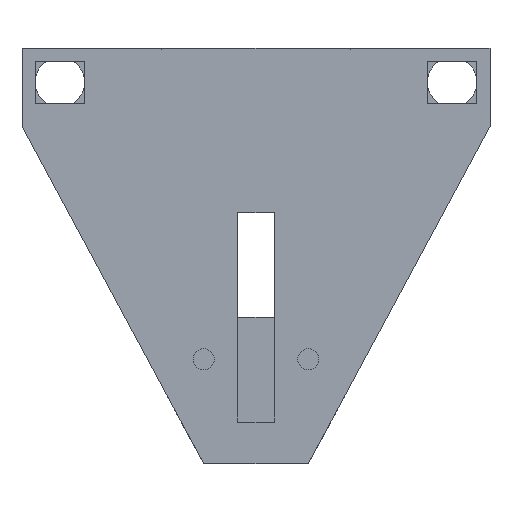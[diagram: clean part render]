
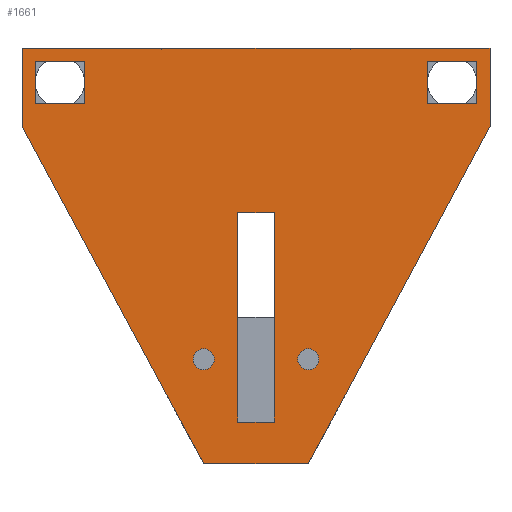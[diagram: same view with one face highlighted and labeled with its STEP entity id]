
A CAD part, top view. The second image highlights one B-rep face of the part: STEP entity #1661.
In plain terms, the highlighted planar face has unit normal (0, 0, 1).
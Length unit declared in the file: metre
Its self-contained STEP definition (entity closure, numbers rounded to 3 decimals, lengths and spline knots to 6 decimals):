
#59=CIRCLE('',#1776,0.00254);
#60=CIRCLE('',#1777,0.00254);
#61=CIRCLE('',#1778,0.026035);
#62=CIRCLE('',#1779,0.026035);
#190=ORIENTED_EDGE('',*,*,#668,.F.);
#191=ORIENTED_EDGE('',*,*,#669,.F.);
#192=ORIENTED_EDGE('',*,*,#670,.T.);
#193=ORIENTED_EDGE('',*,*,#671,.T.);
#194=ORIENTED_EDGE('',*,*,#672,.F.);
#195=ORIENTED_EDGE('',*,*,#673,.T.);
#196=ORIENTED_EDGE('',*,*,#674,.F.);
#197=ORIENTED_EDGE('',*,*,#675,.F.);
#198=ORIENTED_EDGE('',*,*,#676,.T.);
#199=ORIENTED_EDGE('',*,*,#677,.F.);
#200=ORIENTED_EDGE('',*,*,#678,.F.);
#201=ORIENTED_EDGE('',*,*,#679,.T.);
#202=ORIENTED_EDGE('',*,*,#680,.F.);
#203=ORIENTED_EDGE('',*,*,#681,.F.);
#204=ORIENTED_EDGE('',*,*,#682,.T.);
#205=ORIENTED_EDGE('',*,*,#683,.T.);
#206=ORIENTED_EDGE('',*,*,#684,.F.);
#207=ORIENTED_EDGE('',*,*,#685,.F.);
#208=ORIENTED_EDGE('',*,*,#686,.T.);
#209=ORIENTED_EDGE('',*,*,#687,.F.);
#210=ORIENTED_EDGE('',*,*,#688,.F.);
#211=ORIENTED_EDGE('',*,*,#689,.T.);
#212=ORIENTED_EDGE('',*,*,#690,.T.);
#213=ORIENTED_EDGE('',*,*,#691,.T.);
#214=ORIENTED_EDGE('',*,*,#692,.F.);
#215=ORIENTED_EDGE('',*,*,#693,.F.);
#668=EDGE_CURVE('',#903,#903,#59,.T.);
#669=EDGE_CURVE('',#904,#904,#60,.T.);
#670=EDGE_CURVE('',#905,#906,#1061,.T.);
#671=EDGE_CURVE('',#906,#907,#61,.T.);
#672=EDGE_CURVE('',#908,#907,#1062,.T.);
#673=EDGE_CURVE('',#908,#909,#1063,.T.);
#674=EDGE_CURVE('',#910,#909,#1064,.T.);
#675=EDGE_CURVE('',#911,#910,#1065,.T.);
#676=EDGE_CURVE('',#911,#912,#1066,.T.);
#677=EDGE_CURVE('',#913,#912,#1067,.T.);
#678=EDGE_CURVE('',#914,#913,#1068,.T.);
#679=EDGE_CURVE('',#914,#915,#62,.T.);
#680=EDGE_CURVE('',#916,#915,#1069,.T.);
#681=EDGE_CURVE('',#905,#916,#1070,.T.);
#682=EDGE_CURVE('',#917,#918,#1071,.T.);
#683=EDGE_CURVE('',#918,#919,#1072,.T.);
#684=EDGE_CURVE('',#920,#919,#1073,.T.);
#685=EDGE_CURVE('',#917,#920,#1074,.T.);
#686=EDGE_CURVE('',#921,#922,#1075,.T.);
#687=EDGE_CURVE('',#923,#922,#1076,.T.);
#688=EDGE_CURVE('',#924,#923,#1077,.T.);
#689=EDGE_CURVE('',#924,#921,#1078,.T.);
#690=EDGE_CURVE('',#925,#926,#1079,.T.);
#691=EDGE_CURVE('',#926,#927,#1080,.T.);
#692=EDGE_CURVE('',#928,#927,#1081,.T.);
#693=EDGE_CURVE('',#925,#928,#1082,.T.);
#903=VERTEX_POINT('',#2554);
#904=VERTEX_POINT('',#2556);
#905=VERTEX_POINT('',#2558);
#906=VERTEX_POINT('',#2559);
#907=VERTEX_POINT('',#2561);
#908=VERTEX_POINT('',#2563);
#909=VERTEX_POINT('',#2565);
#910=VERTEX_POINT('',#2567);
#911=VERTEX_POINT('',#2569);
#912=VERTEX_POINT('',#2571);
#913=VERTEX_POINT('',#2573);
#914=VERTEX_POINT('',#2575);
#915=VERTEX_POINT('',#2577);
#916=VERTEX_POINT('',#2579);
#917=VERTEX_POINT('',#2582);
#918=VERTEX_POINT('',#2583);
#919=VERTEX_POINT('',#2585);
#920=VERTEX_POINT('',#2587);
#921=VERTEX_POINT('',#2590);
#922=VERTEX_POINT('',#2591);
#923=VERTEX_POINT('',#2593);
#924=VERTEX_POINT('',#2595);
#925=VERTEX_POINT('',#2598);
#926=VERTEX_POINT('',#2599);
#927=VERTEX_POINT('',#2601);
#928=VERTEX_POINT('',#2603);
#1061=LINE('',#2557,#1257);
#1062=LINE('',#2562,#1258);
#1063=LINE('',#2564,#1259);
#1064=LINE('',#2566,#1260);
#1065=LINE('',#2568,#1261);
#1066=LINE('',#2570,#1262);
#1067=LINE('',#2572,#1263);
#1068=LINE('',#2574,#1264);
#1069=LINE('',#2578,#1265);
#1070=LINE('',#2580,#1266);
#1071=LINE('',#2581,#1267);
#1072=LINE('',#2584,#1268);
#1073=LINE('',#2586,#1269);
#1074=LINE('',#2588,#1270);
#1075=LINE('',#2589,#1271);
#1076=LINE('',#2592,#1272);
#1077=LINE('',#2594,#1273);
#1078=LINE('',#2596,#1274);
#1079=LINE('',#2597,#1275);
#1080=LINE('',#2600,#1276);
#1081=LINE('',#2602,#1277);
#1082=LINE('',#2604,#1278);
#1257=VECTOR('',#2026,1.);
#1258=VECTOR('',#2029,1.);
#1259=VECTOR('',#2030,1.);
#1260=VECTOR('',#2031,1.);
#1261=VECTOR('',#2032,1.);
#1262=VECTOR('',#2033,1.);
#1263=VECTOR('',#2034,1.);
#1264=VECTOR('',#2035,1.);
#1265=VECTOR('',#2038,1.);
#1266=VECTOR('',#2039,1.);
#1267=VECTOR('',#2040,1.);
#1268=VECTOR('',#2041,1.);
#1269=VECTOR('',#2042,1.);
#1270=VECTOR('',#2043,1.);
#1271=VECTOR('',#2044,1.);
#1272=VECTOR('',#2045,1.);
#1273=VECTOR('',#2046,1.);
#1274=VECTOR('',#2047,1.);
#1275=VECTOR('',#2048,1.);
#1276=VECTOR('',#2049,1.);
#1277=VECTOR('',#2050,1.);
#1278=VECTOR('',#2051,1.);
#1387=EDGE_LOOP('',(#190));
#1388=EDGE_LOOP('',(#191));
#1389=EDGE_LOOP('',(#192,#193,#194,#195,#196,#197,#198,#199,#200,#201,#202,
#203));
#1390=EDGE_LOOP('',(#204,#205,#206,#207));
#1391=EDGE_LOOP('',(#208,#209,#210,#211));
#1392=EDGE_LOOP('',(#212,#213,#214,#215));
#1495=FACE_BOUND('',#1387,.T.);
#1496=FACE_BOUND('',#1388,.T.);
#1497=FACE_BOUND('',#1389,.T.);
#1498=FACE_BOUND('',#1390,.T.);
#1499=FACE_BOUND('',#1391,.T.);
#1500=FACE_BOUND('',#1392,.T.);
#1597=PLANE('',#1775);
#1661=ADVANCED_FACE('',(#1495,#1496,#1497,#1498,#1499,#1500),#1597,.T.);
#1775=AXIS2_PLACEMENT_3D('',#2552,#2020,#2021);
#1776=AXIS2_PLACEMENT_3D('',#2553,#2022,#2023);
#1777=AXIS2_PLACEMENT_3D('',#2555,#2024,#2025);
#1778=AXIS2_PLACEMENT_3D('',#2560,#2027,#2028);
#1779=AXIS2_PLACEMENT_3D('',#2576,#2036,#2037);
#2020=DIRECTION('',(0.,0.,1.));
#2021=DIRECTION('',(1.,0.,0.));
#2022=DIRECTION('',(0.,0.,1.));
#2023=DIRECTION('',(1.,0.,0.));
#2024=DIRECTION('',(0.,0.,1.));
#2025=DIRECTION('',(1.,0.,0.));
#2026=DIRECTION('',(0.,-1.,0.));
#2027=DIRECTION('',(0.,0.,1.));
#2028=DIRECTION('',(1.,0.,0.));
#2029=DIRECTION('',(1.,0.,0.));
#2030=DIRECTION('',(0.,-1.,0.));
#2031=DIRECTION('',(-0.474,0.88,0.));
#2032=DIRECTION('',(-1.,0.,0.));
#2033=DIRECTION('',(0.474,0.88,0.));
#2034=DIRECTION('',(0.,-1.,0.));
#2035=DIRECTION('',(1.,0.,0.));
#2036=DIRECTION('',(0.,0.,1.));
#2037=DIRECTION('',(1.,0.,0.));
#2038=DIRECTION('',(0.,-1.,0.));
#2039=DIRECTION('',(1.,0.,0.));
#2040=DIRECTION('',(-1.,0.,0.));
#2041=DIRECTION('',(0.,1.,0.));
#2042=DIRECTION('',(-1.,0.,0.));
#2043=DIRECTION('',(0.,1.,0.));
#2044=DIRECTION('',(1.,0.,0.));
#2045=DIRECTION('',(0.,1.,0.));
#2046=DIRECTION('',(1.,0.,0.));
#2047=DIRECTION('',(0.,1.,0.));
#2048=DIRECTION('',(-1.,0.,0.));
#2049=DIRECTION('',(0.,1.,0.));
#2050=DIRECTION('',(-1.,0.,0.));
#2051=DIRECTION('',(0.,1.,0.));
#2552=CARTESIAN_POINT('',(0.,-0.008255,0.00508));
#2553=CARTESIAN_POINT('',(0.0127,-0.04826,0.00508));
#2554=CARTESIAN_POINT('',(0.01524,-0.04826,0.00508));
#2555=CARTESIAN_POINT('',(-0.0127,-0.04826,0.00508));
#2556=CARTESIAN_POINT('',(-0.01016,-0.04826,0.00508));
#2557=CARTESIAN_POINT('',(-0.02286,0.027194,0.00508));
#2558=CARTESIAN_POINT('',(-0.02286,0.027305,0.00508));
#2559=CARTESIAN_POINT('',(-0.02286,0.027082,0.00508));
#2560=CARTESIAN_POINT('',(-0.047625,0.01905,0.00508));
#2561=CARTESIAN_POINT('',(-0.022933,0.027305,0.00508));
#2562=CARTESIAN_POINT('',(-0.039883,0.027305,0.00508));
#2563=CARTESIAN_POINT('',(-0.056833,0.027305,0.00508));
#2564=CARTESIAN_POINT('',(-0.056833,0.01778,0.00508));
#2565=CARTESIAN_POINT('',(-0.056833,0.008255,0.00508));
#2566=CARTESIAN_POINT('',(-0.052732,0.000645,0.00508));
#2567=CARTESIAN_POINT('',(-0.0127,-0.07366,0.00508));
#2568=CARTESIAN_POINT('',(0.,-0.07366,0.00508));
#2569=CARTESIAN_POINT('',(0.0127,-0.07366,0.00508));
#2570=CARTESIAN_POINT('',(0.030666,-0.040313,0.00508));
#2571=CARTESIAN_POINT('',(0.056833,0.008255,0.00508));
#2572=CARTESIAN_POINT('',(0.056833,0.01778,0.00508));
#2573=CARTESIAN_POINT('',(0.056833,0.027305,0.00508));
#2574=CARTESIAN_POINT('',(0.039883,0.027305,0.00508));
#2575=CARTESIAN_POINT('',(0.022933,0.027305,0.00508));
#2576=CARTESIAN_POINT('',(0.047625,0.01905,0.00508));
#2577=CARTESIAN_POINT('',(0.02286,0.027082,0.00508));
#2578=CARTESIAN_POINT('',(0.02286,0.027194,0.00508));
#2579=CARTESIAN_POINT('',(0.02286,0.027305,0.00508));
#2580=CARTESIAN_POINT('',(0.,0.027305,0.00508));
#2581=CARTESIAN_POINT('',(-0.047641,0.01397,0.00508));
#2582=CARTESIAN_POINT('',(-0.041593,0.01397,0.00508));
#2583=CARTESIAN_POINT('',(-0.053658,0.01397,0.00508));
#2584=CARTESIAN_POINT('',(-0.053658,0.01651,0.00508));
#2585=CARTESIAN_POINT('',(-0.053658,0.02413,0.00508));
#2586=CARTESIAN_POINT('',(-0.052254,0.02413,0.00508));
#2587=CARTESIAN_POINT('',(-0.041593,0.02413,0.00508));
#2588=CARTESIAN_POINT('',(-0.041593,0.01905,0.00508));
#2589=CARTESIAN_POINT('',(0.043012,0.02413,0.00508));
#2590=CARTESIAN_POINT('',(0.041593,0.02413,0.00508));
#2591=CARTESIAN_POINT('',(0.053658,0.02413,0.00508));
#2592=CARTESIAN_POINT('',(0.053658,0.02159,0.00508));
#2593=CARTESIAN_POINT('',(0.053658,0.01397,0.00508));
#2594=CARTESIAN_POINT('',(0.052254,0.01397,0.00508));
#2595=CARTESIAN_POINT('',(0.041593,0.01397,0.00508));
#2596=CARTESIAN_POINT('',(0.041593,0.01905,0.00508));
#2597=CARTESIAN_POINT('',(0.,-0.0635,0.00508));
#2598=CARTESIAN_POINT('',(0.004445,-0.0635,0.00508));
#2599=CARTESIAN_POINT('',(-0.004445,-0.0635,0.00508));
#2600=CARTESIAN_POINT('',(-0.004445,-0.008255,0.00508));
#2601=CARTESIAN_POINT('',(-0.004445,-0.0127,0.00508));
#2602=CARTESIAN_POINT('',(0.,-0.0127,0.00508));
#2603=CARTESIAN_POINT('',(0.004445,-0.0127,0.00508));
#2604=CARTESIAN_POINT('',(0.004445,-0.008255,0.00508));
